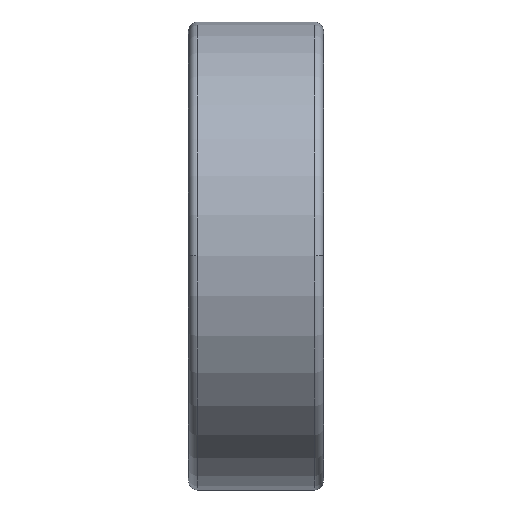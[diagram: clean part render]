
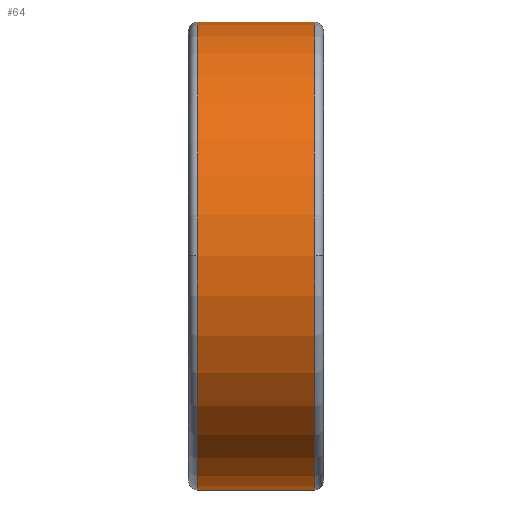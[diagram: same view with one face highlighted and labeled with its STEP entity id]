
A CAD part, top view. The second image highlights one B-rep face of the part: STEP entity #64.
In plain terms, the highlighted cylindrical face has radius 26 mm (diameter 52 mm), a partial arc.
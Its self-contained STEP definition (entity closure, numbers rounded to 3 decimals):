
#64=ADVANCED_FACE('',(#235),#236,.T.);
#235=FACE_OUTER_BOUND('',#603,.T.);
#236=CYLINDRICAL_SURFACE('',#604,26.0);
#603=EDGE_LOOP('',(#985,#986,#987,#988,#989,#990));
#604=AXIS2_PLACEMENT_3D('',#991,#992,#993);
#985=ORIENTED_EDGE('',*,*,#2411,.F.);
#986=ORIENTED_EDGE('',*,*,#2412,.T.);
#987=ORIENTED_EDGE('',*,*,#2413,.T.);
#988=ORIENTED_EDGE('',*,*,#2414,.F.);
#989=ORIENTED_EDGE('',*,*,#2415,.F.);
#990=ORIENTED_EDGE('',*,*,#2407,.F.);
#991=CARTESIAN_POINT('',(7.5,0.0,0.0));
#992=DIRECTION('',(1.0,0.0,0.0));
#993=DIRECTION('',(0.0,1.0,0.0));
#2407=EDGE_CURVE('',#2878,#2880,#2881,.T.);
#2411=EDGE_CURVE('',#2887,#2878,#2888,.T.);
#2412=EDGE_CURVE('',#2887,#2889,#2890,.T.);
#2413=EDGE_CURVE('',#2889,#2891,#2892,.T.);
#2414=EDGE_CURVE('',#2893,#2891,#2894,.T.);
#2415=EDGE_CURVE('',#2880,#2893,#2895,.T.);
#2878=VERTEX_POINT('',#3670);
#2880=VERTEX_POINT('',#3672);
#2881=CIRCLE('',#3673,26.0);
#2887=VERTEX_POINT('',#3679);
#2888=LINE('',#3680,#3681);
#2889=VERTEX_POINT('',#3682);
#2890=CIRCLE('',#3683,26.0);
#2891=VERTEX_POINT('',#3684);
#2892=CIRCLE('',#3685,26.0);
#2893=VERTEX_POINT('',#3686);
#2894=LINE('',#3687,#3688);
#2895=CIRCLE('',#3689,26.0);
#3670=CARTESIAN_POINT('',(14.0,26.0,0.0));
#3672=CARTESIAN_POINT('',(14.0,0.,26.0));
#3673=AXIS2_PLACEMENT_3D('',#5579,#5580,#5581);
#3679=CARTESIAN_POINT('',(1.0,26.0,0.0));
#3680=CARTESIAN_POINT('',(7.5,26.0,0.));
#3681=VECTOR('',#5591,1.0);
#3682=CARTESIAN_POINT('',(1.0,0.,26.0));
#3683=AXIS2_PLACEMENT_3D('',#5592,#5593,#5594);
#3684=CARTESIAN_POINT('',(1.0,-26.0,0.));
#3685=AXIS2_PLACEMENT_3D('',#5595,#5596,#5597);
#3686=CARTESIAN_POINT('',(14.0,-26.0,0.));
#3687=CARTESIAN_POINT('',(7.5,-26.0,0.));
#3688=VECTOR('',#5598,1.0);
#3689=AXIS2_PLACEMENT_3D('',#5599,#5600,#5601);
#5579=CARTESIAN_POINT('',(14.0,0.0,0.0));
#5580=DIRECTION('',(1.0,0.0,0.0));
#5581=DIRECTION('',(0.0,1.0,0.0));
#5591=DIRECTION('',(1.0,0.0,0.0));
#5592=CARTESIAN_POINT('',(1.0,0.0,0.0));
#5593=DIRECTION('',(1.0,0.0,0.0));
#5594=DIRECTION('',(0.0,1.0,0.0));
#5595=CARTESIAN_POINT('',(1.0,0.0,0.0));
#5596=DIRECTION('',(1.0,0.0,0.0));
#5597=DIRECTION('',(0.0,1.0,0.0));
#5598=DIRECTION('',(-1.0,-0.0,-0.0));
#5599=CARTESIAN_POINT('',(14.0,0.0,0.0));
#5600=DIRECTION('',(1.0,0.0,0.0));
#5601=DIRECTION('',(0.0,1.0,0.0));
